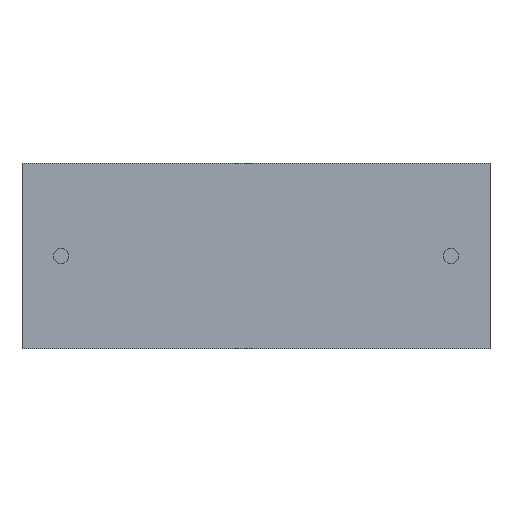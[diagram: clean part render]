
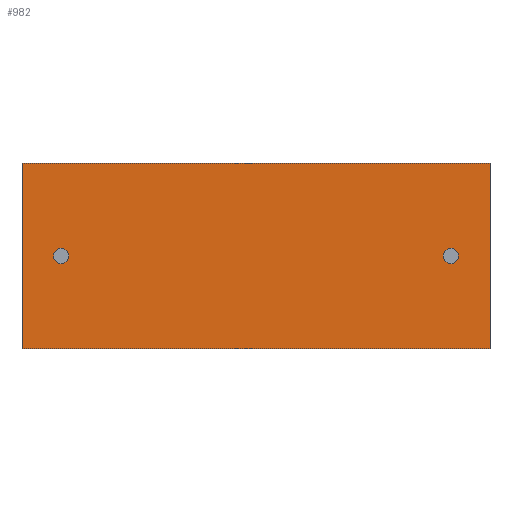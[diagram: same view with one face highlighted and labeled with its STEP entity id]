
A CAD part, front view. The second image highlights one B-rep face of the part: STEP entity #982.
In plain terms, the highlighted planar face has unit normal (0, -1, 0).
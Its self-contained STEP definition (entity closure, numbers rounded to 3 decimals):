
#16 = DIRECTION ( 'NONE',  ( 0., 0., 1. ) ) ;
#21 = EDGE_CURVE ( 'NONE', #26, #649, #2186, .T. ) ;
#24 = CARTESIAN_POINT ( 'NONE',  ( 30.5, 0., 0. ) ) ;
#26 = VERTEX_POINT ( 'NONE', #1950 ) ;
#46 = LINE ( 'NONE', #1530, #509 ) ;
#83 = EDGE_CURVE ( 'NONE', #110, #491, #1536, .T. ) ;
#86 = CARTESIAN_POINT ( 'NONE',  ( 2.55, 0., 6.05 ) ) ;
#110 = VERTEX_POINT ( 'NONE', #1587 ) ;
#124 = CARTESIAN_POINT ( 'NONE',  ( 2.55, 0., 5.55 ) ) ;
#178 = CARTESIAN_POINT ( 'NONE',  ( 27.95, 0., 6.05 ) ) ;
#209 = DIRECTION ( 'NONE',  ( 0., 0., -1. ) ) ;
#277 = ORIENTED_EDGE ( 'NONE', *, *, #83, .F. ) ;
#283 = ORIENTED_EDGE ( 'NONE', *, *, #676, .T. ) ;
#290 = CARTESIAN_POINT ( 'NONE',  ( 0., 0., 12.1 ) ) ;
#293 = VERTEX_POINT ( 'NONE', #966 ) ;
#316 = EDGE_LOOP ( 'NONE', ( #1707, #1630 ) ) ;
#332 = DIRECTION ( 'NONE',  ( 0., 0., 1. ) ) ;
#366 = DIRECTION ( 'NONE',  ( 0., -1., 0. ) ) ;
#419 = CIRCLE ( 'NONE', #1358, 0.5 ) ;
#424 = CIRCLE ( 'NONE', #1551, 0.5 ) ;
#489 = EDGE_LOOP ( 'NONE', ( #673, #2393, #277, #283 ) ) ;
#491 = VERTEX_POINT ( 'NONE', #2474 ) ;
#509 = VECTOR ( 'NONE', #209, 1000. ) ;
#533 = CARTESIAN_POINT ( 'NONE',  ( 27.95, 0., 5.55 ) ) ;
#648 = EDGE_CURVE ( 'NONE', #836, #859, #1797, .T. ) ;
#649 = VERTEX_POINT ( 'NONE', #24 ) ;
#673 = ORIENTED_EDGE ( 'NONE', *, *, #21, .T. ) ;
#676 = EDGE_CURVE ( 'NONE', #110, #26, #46, .T. ) ;
#698 = AXIS2_PLACEMENT_3D ( 'NONE', #86, #1642, #332 ) ;
#794 = CARTESIAN_POINT ( 'NONE',  ( 0., 0., 0. ) ) ;
#836 = VERTEX_POINT ( 'NONE', #124 ) ;
#859 = VERTEX_POINT ( 'NONE', #2218 ) ;
#870 = CARTESIAN_POINT ( 'NONE',  ( 27.95, 0., 6.05 ) ) ;
#932 = AXIS2_PLACEMENT_3D ( 'NONE', #1728, #366, #16 ) ;
#966 = CARTESIAN_POINT ( 'NONE',  ( 27.95, 0., 6.55 ) ) ;
#982 = ADVANCED_FACE ( 'NONE', ( #1824, #1855, #1679 ), #1040, .F. ) ;
#1025 = EDGE_LOOP ( 'NONE', ( #2219, #2097 ) ) ;
#1028 = DIRECTION ( 'NONE',  ( 0., 0., 1. ) ) ;
#1040 = PLANE ( 'NONE',  #2420 ) ;
#1121 = DIRECTION ( 'NONE',  ( 0., 0., -1. ) ) ;
#1192 = EDGE_CURVE ( 'NONE', #491, #649, #2003, .T. ) ;
#1247 = VECTOR ( 'NONE', #1121, 1000. ) ;
#1270 = DIRECTION ( 'NONE',  ( 0., 0., -1. ) ) ;
#1278 = CIRCLE ( 'NONE', #698, 0.5 ) ;
#1358 = AXIS2_PLACEMENT_3D ( 'NONE', #870, #1422, #2016 ) ;
#1361 = DIRECTION ( 'NONE',  ( 1., 0., 0. ) ) ;
#1391 = DIRECTION ( 'NONE',  ( 1., 0., 0. ) ) ;
#1422 = DIRECTION ( 'NONE',  ( 0., 1., 0. ) ) ;
#1464 = DIRECTION ( 'NONE',  ( 0., 1., 0. ) ) ;
#1527 = EDGE_CURVE ( 'NONE', #2482, #293, #424, .T. ) ;
#1530 = CARTESIAN_POINT ( 'NONE',  ( 0., 0., 12.1 ) ) ;
#1536 = LINE ( 'NONE', #2146, #2287 ) ;
#1551 = AXIS2_PLACEMENT_3D ( 'NONE', #178, #1464, #1270 ) ;
#1587 = CARTESIAN_POINT ( 'NONE',  ( 0., 0., 12.1 ) ) ;
#1594 = EDGE_CURVE ( 'NONE', #859, #836, #1278, .T. ) ;
#1630 = ORIENTED_EDGE ( 'NONE', *, *, #648, .F. ) ;
#1642 = DIRECTION ( 'NONE',  ( 0., -1., 0. ) ) ;
#1679 = FACE_BOUND ( 'NONE', #316, .T. ) ;
#1707 = ORIENTED_EDGE ( 'NONE', *, *, #1594, .F. ) ;
#1728 = CARTESIAN_POINT ( 'NONE',  ( 2.55, 0., 6.05 ) ) ;
#1797 = CIRCLE ( 'NONE', #932, 0.5 ) ;
#1824 = FACE_BOUND ( 'NONE', #1025, .T. ) ;
#1827 = VECTOR ( 'NONE', #1361, 1000. ) ;
#1855 = FACE_OUTER_BOUND ( 'NONE', #489, .T. ) ;
#1898 = CARTESIAN_POINT ( 'NONE',  ( 30.5, 0., 12.1 ) ) ;
#1950 = CARTESIAN_POINT ( 'NONE',  ( 0., 0., 0. ) ) ;
#2003 = LINE ( 'NONE', #1898, #1247 ) ;
#2016 = DIRECTION ( 'NONE',  ( 0., 0., -1. ) ) ;
#2097 = ORIENTED_EDGE ( 'NONE', *, *, #1527, .T. ) ;
#2146 = CARTESIAN_POINT ( 'NONE',  ( 0., 0., 12.1 ) ) ;
#2149 = EDGE_CURVE ( 'NONE', #293, #2482, #419, .T. ) ;
#2178 = DIRECTION ( 'NONE',  ( 0., 1., 0. ) ) ;
#2186 = LINE ( 'NONE', #794, #1827 ) ;
#2218 = CARTESIAN_POINT ( 'NONE',  ( 2.55, 0., 6.55 ) ) ;
#2219 = ORIENTED_EDGE ( 'NONE', *, *, #2149, .T. ) ;
#2287 = VECTOR ( 'NONE', #1391, 1000. ) ;
#2393 = ORIENTED_EDGE ( 'NONE', *, *, #1192, .F. ) ;
#2420 = AXIS2_PLACEMENT_3D ( 'NONE', #290, #2178, #1028 ) ;
#2474 = CARTESIAN_POINT ( 'NONE',  ( 30.5, 0., 12.1 ) ) ;
#2482 = VERTEX_POINT ( 'NONE', #533 ) ;
